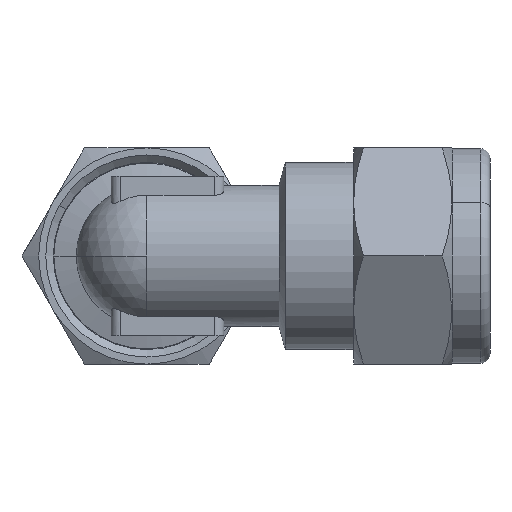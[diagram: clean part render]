
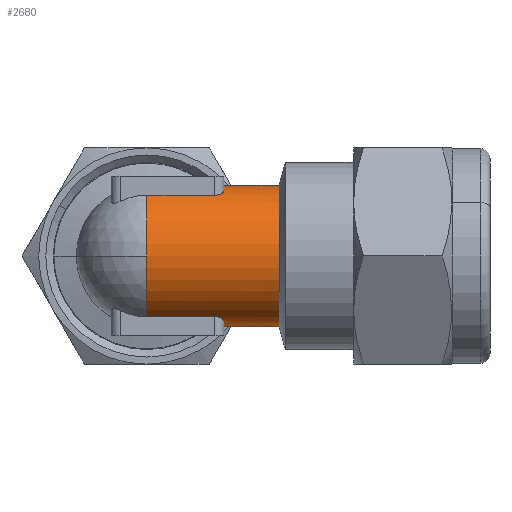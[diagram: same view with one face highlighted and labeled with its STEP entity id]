
A CAD part, left-side view. The second image highlights one B-rep face of the part: STEP entity #2680.
In plain terms, the highlighted cylindrical face has radius 7.5 mm (diameter 15 mm), a partial arc.
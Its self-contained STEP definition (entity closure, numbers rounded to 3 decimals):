
#12 = ORIENTED_EDGE ( 'NONE', *, *, #225, .F. ) ;
#17 = ORIENTED_EDGE ( 'NONE', *, *, #314, .F. ) ;
#20 = ORIENTED_EDGE ( 'NONE', *, *, #229, .T. ) ;
#21 = ORIENTED_EDGE ( 'NONE', *, *, #232, .T. ) ;
#22 = ORIENTED_EDGE ( 'NONE', *, *, #313, .T. ) ;
#23 = ORIENTED_EDGE ( 'NONE', *, *, #228, .T. ) ;
#24 = ORIENTED_EDGE ( 'NONE', *, *, #330, .T. ) ;
#25 = ORIENTED_EDGE ( 'NONE', *, *, #231, .T. ) ;
#27 = ORIENTED_EDGE ( 'NONE', *, *, #226, .T. ) ;
#28 = ORIENTED_EDGE ( 'NONE', *, *, #230, .T. ) ;
#29 = ORIENTED_EDGE ( 'NONE', *, *, #227, .T. ) ;
#30 = B_SPLINE_CURVE_WITH_KNOTS ( 'NONE', 3,
 ( #410, #397, #405, #411, #412, #413, #414, #415, #416, #417 ),
 .UNSPECIFIED., .F., .F.,
 ( 4, 2, 2, 2, 4 ),
 ( 0., 0., 0.001, 0.001, 0.002 ),
 .UNSPECIFIED. ) ;
#33 = DIRECTION ( 'NONE',  ( 0., -1., 0. ) ) ;
#225 = EDGE_CURVE ( 'NONE', #1023, #1014, #1406, .T. ) ;
#226 = EDGE_CURVE ( 'NONE', #1093, #1034, #1407, .T. ) ;
#227 = EDGE_CURVE ( 'NONE', #1087, #1093, #30, .T. ) ;
#228 = EDGE_CURVE ( 'NONE', #1027, #1087, #1411, .T. ) ;
#229 = EDGE_CURVE ( 'NONE', #1091, #1024, #1413, .T. ) ;
#230 = EDGE_CURVE ( 'NONE', #1090, #1091, #1414, .T. ) ;
#231 = EDGE_CURVE ( 'NONE', #1085, #1090, #917, .T. ) ;
#232 = EDGE_CURVE ( 'NONE', #1036, #1085, #1412, .T. ) ;
#313 = EDGE_CURVE ( 'NONE', #1034, #1014, #2168, .T. ) ;
#314 = EDGE_CURVE ( 'NONE', #1036, #1023, #2166, .T. ) ;
#330 = EDGE_CURVE ( 'NONE', #1024, #1027, #2187, .T. ) ;
#397 = CARTESIAN_POINT ( 'NONE',  ( -3.805, 23.165, -6.463 ) ) ;
#401 = DIRECTION ( 'NONE',  ( 0., 1., 0. ) ) ;
#402 = CARTESIAN_POINT ( 'NONE',  ( 0., 16.438, 0. ) ) ;
#403 = DIRECTION ( 'NONE',  ( 0., -1., 0. ) ) ;
#404 = DIRECTION ( 'NONE',  ( 0., 0., -1. ) ) ;
#405 = CARTESIAN_POINT ( 'NONE',  ( -3.775, 23.029, -6.481 ) ) ;
#406 = CARTESIAN_POINT ( 'NONE',  ( -3.805, 0., 6.463 ) ) ;
#407 = CARTESIAN_POINT ( 'NONE',  ( 0., 22.305, 0. ) ) ;
#408 = DIRECTION ( 'NONE',  ( 0., -1., 0. ) ) ;
#409 = DIRECTION ( 'NONE',  ( 0., 0., 1. ) ) ;
#410 = CARTESIAN_POINT ( 'NONE',  ( -3.805, 23.305, -6.463 ) ) ;
#411 = CARTESIAN_POINT ( 'NONE',  ( -3.668, 22.782, -6.542 ) ) ;
#412 = CARTESIAN_POINT ( 'NONE',  ( -3.59, 22.672, -6.586 ) ) ;
#413 = CARTESIAN_POINT ( 'NONE',  ( -3.404, 22.494, -6.684 ) ) ;
#414 = CARTESIAN_POINT ( 'NONE',  ( -3.295, 22.424, -6.739 ) ) ;
#415 = CARTESIAN_POINT ( 'NONE',  ( -3.059, 22.33, -6.849 ) ) ;
#416 = CARTESIAN_POINT ( 'NONE',  ( -2.934, 22.305, -6.904 ) ) ;
#417 = CARTESIAN_POINT ( 'NONE',  ( -2.805, 22.305, -6.956 ) ) ;
#418 = CARTESIAN_POINT ( 'NONE',  ( -3.805, 0., -6.463 ) ) ;
#419 = DIRECTION ( 'NONE',  ( 0., -1., 0. ) ) ;
#420 = CARTESIAN_POINT ( 'NONE',  ( -2.933, 22.305, 6.904 ) ) ;
#421 = CARTESIAN_POINT ( 'NONE',  ( -3.06, 22.33, 6.849 ) ) ;
#422 = CARTESIAN_POINT ( 'NONE',  ( 0., 30.5, 0. ) ) ;
#423 = DIRECTION ( 'NONE',  ( 0., -1., 0. ) ) ;
#424 = DIRECTION ( 'NONE',  ( 0., 0., -1. ) ) ;
#425 = CARTESIAN_POINT ( 'NONE',  ( -2.805, 22.305, 6.956 ) ) ;
#426 = CARTESIAN_POINT ( 'NONE',  ( -3.295, 22.424, 6.739 ) ) ;
#427 = CARTESIAN_POINT ( 'NONE',  ( -3.404, 22.494, 6.684 ) ) ;
#428 = CARTESIAN_POINT ( 'NONE',  ( -3.59, 22.672, 6.586 ) ) ;
#429 = CARTESIAN_POINT ( 'NONE',  ( -3.668, 22.782, 6.542 ) ) ;
#430 = CARTESIAN_POINT ( 'NONE',  ( -3.775, 23.027, 6.481 ) ) ;
#431 = CARTESIAN_POINT ( 'NONE',  ( -3.805, 23.165, 6.463 ) ) ;
#432 = CARTESIAN_POINT ( 'NONE',  ( -3.805, 23.305, 6.463 ) ) ;
#700 = CARTESIAN_POINT ( 'NONE',  ( 0., 22.305, 0. ) ) ;
#917 = B_SPLINE_CURVE_WITH_KNOTS ( 'NONE', 3,
 ( #425, #420, #421, #426, #427, #428, #429, #430, #431, #432 ),
 .UNSPECIFIED., .F., .F.,
 ( 4, 2, 2, 2, 4 ),
 ( 0.005, 0.005, 0.006, 0.006, 0.007 ),
 .UNSPECIFIED. ) ;
#1014 = VERTEX_POINT ( 'NONE', #2833 ) ;
#1023 = VERTEX_POINT ( 'NONE', #2842 ) ;
#1024 = VERTEX_POINT ( 'NONE', #2843 ) ;
#1027 = VERTEX_POINT ( 'NONE', #2846 ) ;
#1034 = VERTEX_POINT ( 'NONE', #2853 ) ;
#1036 = VERTEX_POINT ( 'NONE', #2855 ) ;
#1085 = VERTEX_POINT ( 'NONE', #2526 ) ;
#1087 = VERTEX_POINT ( 'NONE', #2528 ) ;
#1090 = VERTEX_POINT ( 'NONE', #2531 ) ;
#1091 = VERTEX_POINT ( 'NONE', #2532 ) ;
#1093 = VERTEX_POINT ( 'NONE', #2534 ) ;
#1352 = EDGE_LOOP ( 'NONE', ( #17, #21, #25, #28, #20, #24, #23, #29, #27, #22, #12 ) ) ;
#1406 = CIRCLE ( 'NONE', #1691, 7.5 ) ;
#1407 = CIRCLE ( 'NONE', #1692, 7.5 ) ;
#1410 = VECTOR ( 'NONE', #419, 1000. ) ;
#1411 = LINE ( 'NONE', #418, #1410 ) ;
#1412 = CIRCLE ( 'NONE', #1694, 7.5 ) ;
#1413 = CIRCLE ( 'NONE', #1693, 7.5 ) ;
#1414 = LINE ( 'NONE', #406, #1416 ) ;
#1416 = VECTOR ( 'NONE', #401, 1000. ) ;
#1604 = DIRECTION ( 'NONE',  ( 0., 0., -1. ) ) ;
#1606 = CARTESIAN_POINT ( 'NONE',  ( 0., 0., 0. ) ) ;
#1607 = DIRECTION ( 'NONE',  ( 0., -1., 0. ) ) ;
#1691 = AXIS2_PLACEMENT_3D ( 'NONE', #402, #403, #404 ) ;
#1692 = AXIS2_PLACEMENT_3D ( 'NONE', #407, #408, #409 ) ;
#1693 = AXIS2_PLACEMENT_3D ( 'NONE', #422, #423, #424 ) ;
#1694 = AXIS2_PLACEMENT_3D ( 'NONE', #700, #33, #1848 ) ;
#1737 = AXIS2_PLACEMENT_3D ( 'NONE', #2890, #2891, #2892 ) ;
#1832 = AXIS2_PLACEMENT_3D ( 'NONE', #1606, #1607, #1604 ) ;
#1848 = DIRECTION ( 'NONE',  ( 0., 0., 1. ) ) ;
#2166 = LINE ( 'NONE', #3053, #2171 ) ;
#2168 = LINE ( 'NONE', #3038, #2169 ) ;
#2169 = VECTOR ( 'NONE', #3040, 1000. ) ;
#2171 = VECTOR ( 'NONE', #3054, 1000. ) ;
#2187 = CIRCLE ( 'NONE', #1737, 7.5 ) ;
#2421 = FACE_OUTER_BOUND ( 'NONE', #1352, .T. ) ;
#2423 = CYLINDRICAL_SURFACE ( 'NONE', #1832, 7.5 ) ;
#2526 = CARTESIAN_POINT ( 'NONE',  ( -2.805, 22.305, 6.956 ) ) ;
#2528 = CARTESIAN_POINT ( 'NONE',  ( -3.805, 23.305, -6.463 ) ) ;
#2531 = CARTESIAN_POINT ( 'NONE',  ( -3.805, 23.305, 6.463 ) ) ;
#2532 = CARTESIAN_POINT ( 'NONE',  ( -3.805, 30.5, 6.463 ) ) ;
#2534 = CARTESIAN_POINT ( 'NONE',  ( -2.805, 22.305, -6.956 ) ) ;
#2680 = ADVANCED_FACE ( 'NONE', ( #2421 ), #2423, .T. ) ;
#2833 = CARTESIAN_POINT ( 'NONE',  ( 0., 16.438, -7.5 ) ) ;
#2842 = CARTESIAN_POINT ( 'NONE',  ( 0., 16.438, 7.5 ) ) ;
#2843 = CARTESIAN_POINT ( 'NONE',  ( -7.5, 30.5, 0. ) ) ;
#2846 = CARTESIAN_POINT ( 'NONE',  ( -3.805, 30.5, -6.463 ) ) ;
#2853 = CARTESIAN_POINT ( 'NONE',  ( 0., 22.305, -7.5 ) ) ;
#2855 = CARTESIAN_POINT ( 'NONE',  ( 0., 22.305, 7.5 ) ) ;
#2890 = CARTESIAN_POINT ( 'NONE',  ( 0., 30.5, 0. ) ) ;
#2891 = DIRECTION ( 'NONE',  ( 0., -1., 0. ) ) ;
#2892 = DIRECTION ( 'NONE',  ( 0., 0., -1. ) ) ;
#3038 = CARTESIAN_POINT ( 'NONE',  ( 0., 0., -7.5 ) ) ;
#3040 = DIRECTION ( 'NONE',  ( 0., -1., 0. ) ) ;
#3053 = CARTESIAN_POINT ( 'NONE',  ( 0., 0., 7.5 ) ) ;
#3054 = DIRECTION ( 'NONE',  ( 0., -1., 0. ) ) ;
